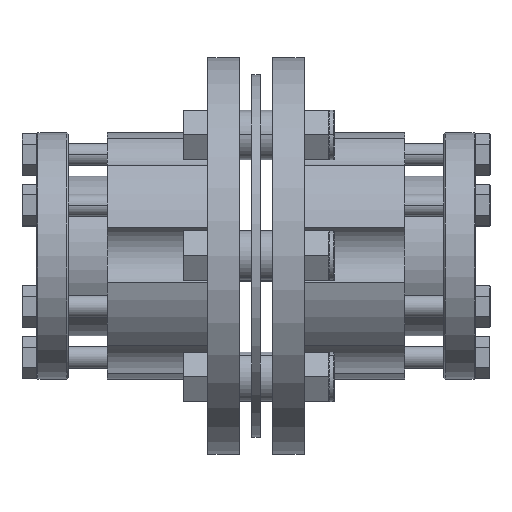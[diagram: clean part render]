
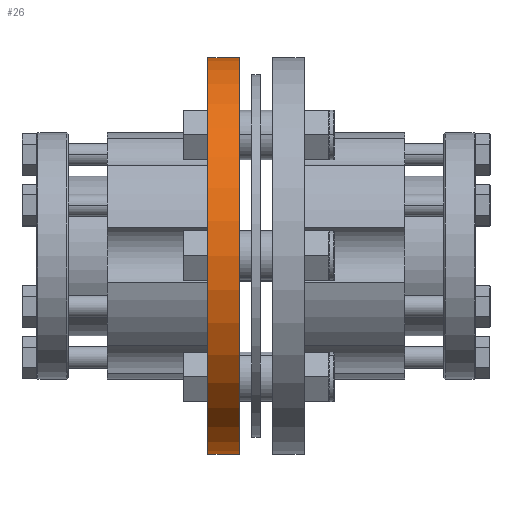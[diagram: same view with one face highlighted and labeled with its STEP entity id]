
A CAD part, top view. The second image highlights one B-rep face of the part: STEP entity #26.
In plain terms, the highlighted cylindrical face has radius 72 mm (diameter 144 mm), a partial arc.
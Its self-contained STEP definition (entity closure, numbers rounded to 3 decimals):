
#26 = ADVANCED_FACE ( 'NONE', ( #7153 ), #7162, .T. ) ;
#826 = VERTEX_POINT ( 'NONE', #14147 ) ;
#827 = VERTEX_POINT ( 'NONE', #14148 ) ;
#828 = VERTEX_POINT ( 'NONE', #14149 ) ;
#829 = VERTEX_POINT ( 'NONE', #14150 ) ;
#1059 = EDGE_CURVE ( 'NONE', #826, #827, #14713, .T. ) ;
#1066 = EDGE_CURVE ( 'NONE', #828, #827, #14721, .T. ) ;
#1067 = EDGE_CURVE ( 'NONE', #829, #828, #14725, .T. ) ;
#1068 = EDGE_CURVE ( 'NONE', #829, #826, #14718, .T. ) ;
#2645 = EDGE_LOOP ( 'NONE', ( #2806, #2807, #2808, #2809 ) ) ;
#2806 = ORIENTED_EDGE ( 'NONE', *, *, #1067, .T. ) ;
#2807 = ORIENTED_EDGE ( 'NONE', *, *, #1066, .T. ) ;
#2808 = ORIENTED_EDGE ( 'NONE', *, *, #1059, .F. ) ;
#2809 = ORIENTED_EDGE ( 'NONE', *, *, #1068, .F. ) ;
#5441 = DIRECTION ( 'NONE',  ( 0., 1., 0. ) ) ;
#5445 = DIRECTION ( 'NONE',  ( 1., 0., 0. ) ) ;
#5446 = CARTESIAN_POINT ( 'NONE',  ( -35., 0., 0. ) ) ;
#6828 = AXIS2_PLACEMENT_3D ( 'NONE', #5446, #5445, #5441 ) ;
#7153 = FACE_OUTER_BOUND ( 'NONE', #2645, .T. ) ;
#7162 = CYLINDRICAL_SURFACE ( 'NONE', #6828, 72. ) ;
#12865 = AXIS2_PLACEMENT_3D ( 'NONE', #14527, #14528, #14529 ) ;
#12867 = AXIS2_PLACEMENT_3D ( 'NONE', #14546, #14547, #14548 ) ;
#14147 = CARTESIAN_POINT ( 'NONE',  ( -35., 72., 0. ) ) ;
#14148 = CARTESIAN_POINT ( 'NONE',  ( -35., -72., 0. ) ) ;
#14149 = CARTESIAN_POINT ( 'NONE',  ( -46.5, -72., 0. ) ) ;
#14150 = CARTESIAN_POINT ( 'NONE',  ( -46.5, 72., 0. ) ) ;
#14527 = CARTESIAN_POINT ( 'NONE',  ( -35., 0., 0. ) ) ;
#14528 = DIRECTION ( 'NONE',  ( 1., 0., 0. ) ) ;
#14529 = DIRECTION ( 'NONE',  ( 0., 1., 0. ) ) ;
#14539 = CARTESIAN_POINT ( 'NONE',  ( -35., -72., 0. ) ) ;
#14545 = DIRECTION ( 'NONE',  ( 1., 0., 0. ) ) ;
#14546 = CARTESIAN_POINT ( 'NONE',  ( -46.5, 0., 0. ) ) ;
#14547 = DIRECTION ( 'NONE',  ( 1., 0., 0. ) ) ;
#14548 = DIRECTION ( 'NONE',  ( 0., 1., 0. ) ) ;
#14550 = CARTESIAN_POINT ( 'NONE',  ( -35., 72., 0. ) ) ;
#14551 = DIRECTION ( 'NONE',  ( 1., 0., 0. ) ) ;
#14713 = CIRCLE ( 'NONE', #12865, 72. ) ;
#14717 = VECTOR ( 'NONE', #14545, 1000. ) ;
#14718 = LINE ( 'NONE', #14550, #14720 ) ;
#14720 = VECTOR ( 'NONE', #14551, 1000. ) ;
#14721 = LINE ( 'NONE', #14539, #14717 ) ;
#14725 = CIRCLE ( 'NONE', #12867, 72. ) ;
